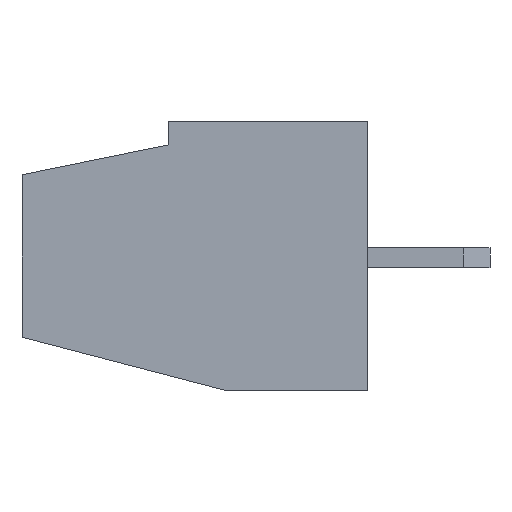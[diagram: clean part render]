
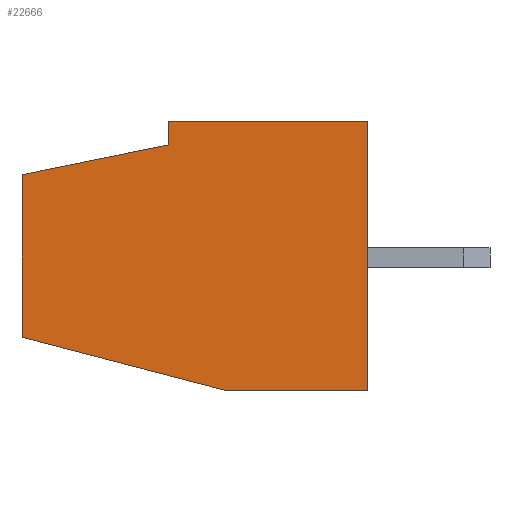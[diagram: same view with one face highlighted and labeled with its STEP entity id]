
A CAD part, left-side view. The second image highlights one B-rep face of the part: STEP entity #22666.
In plain terms, the highlighted planar face has unit normal (-1, 0, 0).
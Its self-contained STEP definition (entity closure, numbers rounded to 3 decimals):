
#271 = VERTEX_POINT ( 'NONE', #14182 ) ;
#371 = VECTOR ( 'NONE', #8528, 1000. ) ;
#1351 = ORIENTED_EDGE ( 'NONE', *, *, #17424, .T. ) ;
#2553 = ORIENTED_EDGE ( 'NONE', *, *, #9491, .F. ) ;
#2598 = LINE ( 'NONE', #19239, #6792 ) ;
#2800 = CARTESIAN_POINT ( 'NONE',  ( -2.5, 4.26, -4. ) ) ;
#3531 = CARTESIAN_POINT ( 'NONE',  ( -2.5, 0., -4. ) ) ;
#3896 = CARTESIAN_POINT ( 'NONE',  ( -2.5, 6., 3.4 ) ) ;
#4475 = CARTESIAN_POINT ( 'NONE',  ( -2.5, 10.4, -2.4 ) ) ;
#4922 = VECTOR ( 'NONE', #11510, 1000. ) ;
#5255 = ORIENTED_EDGE ( 'NONE', *, *, #20454, .F. ) ;
#5296 = DIRECTION ( 'NONE',  ( 0., 0.968, 0.252 ) ) ;
#5610 = ORIENTED_EDGE ( 'NONE', *, *, #18785, .F. ) ;
#5880 = VERTEX_POINT ( 'NONE', #16328 ) ;
#6792 = VECTOR ( 'NONE', #5296, 1000. ) ;
#6881 = LINE ( 'NONE', #16887, #14665 ) ;
#7289 = LINE ( 'NONE', #11397, #17719 ) ;
#7454 = CARTESIAN_POINT ( 'NONE',  ( -2.5, 6., 4.1 ) ) ;
#8244 = VECTOR ( 'NONE', #18523, 1000. ) ;
#8388 = CARTESIAN_POINT ( 'NONE',  ( -2.5, 6., 3.4 ) ) ;
#8528 = DIRECTION ( 'NONE',  ( 0., -0.98, 0.2 ) ) ;
#8600 = VERTEX_POINT ( 'NONE', #3896 ) ;
#8630 = VERTEX_POINT ( 'NONE', #2800 ) ;
#8902 = LINE ( 'NONE', #12870, #21220 ) ;
#9491 = EDGE_CURVE ( 'NONE', #5880, #8600, #14547, .T. ) ;
#10576 = LINE ( 'NONE', #8388, #8244 ) ;
#11397 = CARTESIAN_POINT ( 'NONE',  ( -2.5, 0., 4.1 ) ) ;
#11510 = DIRECTION ( 'NONE',  ( 0., 0., 1. ) ) ;
#11532 = DIRECTION ( 'NONE',  ( 0., 0., 1. ) ) ;
#11633 = PLANE ( 'NONE',  #20721 ) ;
#12870 = CARTESIAN_POINT ( 'NONE',  ( -2.5, 10.4, 4.1 ) ) ;
#14182 = CARTESIAN_POINT ( 'NONE',  ( -2.5, 0., 4.1 ) ) ;
#14542 = VERTEX_POINT ( 'NONE', #4475 ) ;
#14547 = LINE ( 'NONE', #16458, #371 ) ;
#14665 = VECTOR ( 'NONE', #18931, 1000. ) ;
#15470 = ORIENTED_EDGE ( 'NONE', *, *, #15928, .F. ) ;
#15774 = EDGE_CURVE ( 'NONE', #19641, #271, #7289, .T. ) ;
#15928 = EDGE_CURVE ( 'NONE', #24364, #271, #8902, .T. ) ;
#16328 = CARTESIAN_POINT ( 'NONE',  ( -2.5, 10.4, 2.5 ) ) ;
#16458 = CARTESIAN_POINT ( 'NONE',  ( -2.5, 10.4, 2.5 ) ) ;
#16887 = CARTESIAN_POINT ( 'NONE',  ( -2.5, 10.4, -4. ) ) ;
#17424 = EDGE_CURVE ( 'NONE', #8630, #19641, #6881, .T. ) ;
#17719 = VECTOR ( 'NONE', #11532, 1000. ) ;
#18523 = DIRECTION ( 'NONE',  ( 0., 0., 1. ) ) ;
#18785 = EDGE_CURVE ( 'NONE', #8600, #24364, #10576, .T. ) ;
#18931 = DIRECTION ( 'NONE',  ( 0., -1., 0. ) ) ;
#19059 = ORIENTED_EDGE ( 'NONE', *, *, #26028, .F. ) ;
#19239 = CARTESIAN_POINT ( 'NONE',  ( -2.5, 10.4, -2.4 ) ) ;
#19569 = LINE ( 'NONE', #21367, #4922 ) ;
#19641 = VERTEX_POINT ( 'NONE', #3531 ) ;
#19914 = ORIENTED_EDGE ( 'NONE', *, *, #15774, .T. ) ;
#20092 = DIRECTION ( 'NONE',  ( 1., 0., 0. ) ) ;
#20395 = EDGE_LOOP ( 'NONE', ( #15470, #5610, #2553, #5255, #19059, #1351, #19914 ) ) ;
#20454 = EDGE_CURVE ( 'NONE', #14542, #5880, #19569, .T. ) ;
#20721 = AXIS2_PLACEMENT_3D ( 'NONE', #24597, #20092, #24339 ) ;
#21220 = VECTOR ( 'NONE', #21231, 1000. ) ;
#21231 = DIRECTION ( 'NONE',  ( 0., -1., 0. ) ) ;
#21367 = CARTESIAN_POINT ( 'NONE',  ( -2.5, 10.4, 4.1 ) ) ;
#22666 = ADVANCED_FACE ( 'NONE', ( #24740 ), #11633, .F. ) ;
#24339 = DIRECTION ( 'NONE',  ( 0., 0., -1. ) ) ;
#24364 = VERTEX_POINT ( 'NONE', #7454 ) ;
#24597 = CARTESIAN_POINT ( 'NONE',  ( -2.5, 10.4, 4.1 ) ) ;
#24740 = FACE_OUTER_BOUND ( 'NONE', #20395, .T. ) ;
#26028 = EDGE_CURVE ( 'NONE', #8630, #14542, #2598, .T. ) ;
